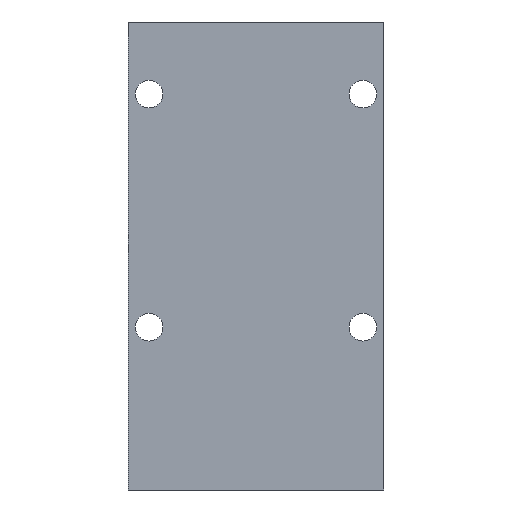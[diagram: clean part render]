
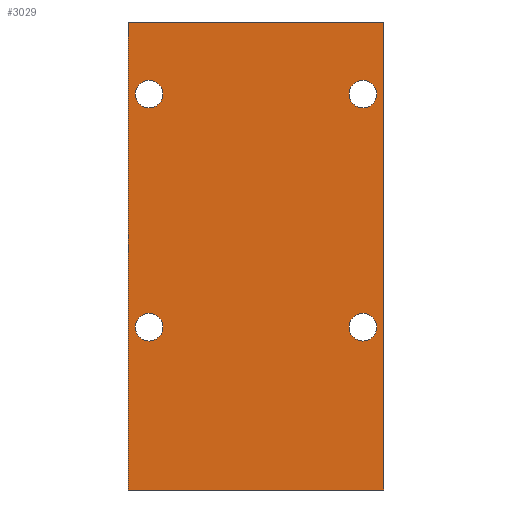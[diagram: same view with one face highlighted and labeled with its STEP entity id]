
A CAD part, front view. The second image highlights one B-rep face of the part: STEP entity #3029.
In plain terms, the highlighted planar face has unit normal (0, -1, 0).
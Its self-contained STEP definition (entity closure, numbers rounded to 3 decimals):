
#81 = CARTESIAN_POINT ( 'NONE',  ( 14.875, 3.175, -127.82 ) ) ;
#140 = PLANE ( 'NONE',  #3644 ) ;
#143 = CARTESIAN_POINT ( 'NONE',  ( -17.78, 3.175, 152.4 ) ) ;
#178 = CIRCLE ( 'NONE', #3943, 1.93 ) ;
#202 = CARTESIAN_POINT ( 'NONE',  ( -17.78, 3.175, -152.4 ) ) ;
#261 = ORIENTED_EDGE ( 'NONE', *, *, #2513, .T. ) ;
#273 = FACE_BOUND ( 'NONE', #1431, .T. ) ;
#315 = EDGE_LOOP ( 'NONE', ( #667, #409 ) ) ;
#321 = DIRECTION ( 'NONE',  ( 0., -1., 0. ) ) ;
#394 = EDGE_LOOP ( 'NONE', ( #1419, #2310 ) ) ;
#400 = CARTESIAN_POINT ( 'NONE',  ( 14.875, 3.175, -99.25 ) ) ;
#409 = ORIENTED_EDGE ( 'NONE', *, *, #3082, .F. ) ;
#455 = CIRCLE ( 'NONE', #3050, 1.93 ) ;
#483 = CARTESIAN_POINT ( 'NONE',  ( 17.78, 3.175, -152.4 ) ) ;
#514 = VERTEX_POINT ( 'NONE', #4348 ) ;
#527 = DIRECTION ( 'NONE',  ( 0., 0., 1. ) ) ;
#624 = EDGE_CURVE ( 'NONE', #724, #3473, #178, .T. ) ;
#629 = AXIS2_PLACEMENT_3D ( 'NONE', #1729, #3927, #3875 ) ;
#667 = ORIENTED_EDGE ( 'NONE', *, *, #3343, .F. ) ;
#724 = VERTEX_POINT ( 'NONE', #4679 ) ;
#781 = AXIS2_PLACEMENT_3D ( 'NONE', #4649, #4642, #4634 ) ;
#864 = VECTOR ( 'NONE', #1749, 1000. ) ;
#894 = CARTESIAN_POINT ( 'NONE',  ( 17.78, 3.175, -152.4 ) ) ;
#948 = DIRECTION ( 'NONE',  ( 0., -1., 0. ) ) ;
#1052 = DIRECTION ( 'NONE',  ( 0., -1., 0. ) ) ;
#1067 = CARTESIAN_POINT ( 'NONE',  ( 14.875, 3.175, -129.75 ) ) ;
#1098 = EDGE_CURVE ( 'NONE', #3473, #724, #3964, .T. ) ;
#1240 = EDGE_CURVE ( 'NONE', #4437, #1941, #2533, .T. ) ;
#1298 = EDGE_CURVE ( 'NONE', #3694, #4096, #1392, .T. ) ;
#1392 = LINE ( 'NONE', #3323, #2179 ) ;
#1419 = ORIENTED_EDGE ( 'NONE', *, *, #3816, .F. ) ;
#1431 = EDGE_LOOP ( 'NONE', ( #1826, #4381 ) ) ;
#1458 = DIRECTION ( 'NONE',  ( 0., 0., -1. ) ) ;
#1498 = EDGE_CURVE ( 'NONE', #514, #2519, #3346, .T. ) ;
#1529 = CARTESIAN_POINT ( 'NONE',  ( -14.875, 3.175, -99.25 ) ) ;
#1574 = DIRECTION ( 'NONE',  ( 0., 0., -1. ) ) ;
#1594 = ORIENTED_EDGE ( 'NONE', *, *, #624, .F. ) ;
#1603 = CARTESIAN_POINT ( 'NONE',  ( 14.875, 3.175, -97.32 ) ) ;
#1662 = DIRECTION ( 'NONE',  ( 0., -1., 0. ) ) ;
#1723 = ORIENTED_EDGE ( 'NONE', *, *, #1298, .F. ) ;
#1729 = CARTESIAN_POINT ( 'NONE',  ( -14.875, 3.175, -129.75 ) ) ;
#1732 = DIRECTION ( 'NONE',  ( 0., -1., 0. ) ) ;
#1749 = DIRECTION ( 'NONE',  ( 1., 0., 0. ) ) ;
#1826 = ORIENTED_EDGE ( 'NONE', *, *, #1498, .F. ) ;
#1893 = EDGE_LOOP ( 'NONE', ( #2692, #1594 ) ) ;
#1904 = LINE ( 'NONE', #4670, #864 ) ;
#1941 = VERTEX_POINT ( 'NONE', #2500 ) ;
#1959 = CARTESIAN_POINT ( 'NONE',  ( 14.875, 3.175, -97.32 ) ) ;
#1973 = CIRCLE ( 'NONE', #4365, 1.93 ) ;
#2106 = LINE ( 'NONE', #143, #4063 ) ;
#2130 = VERTEX_POINT ( 'NONE', #1529 ) ;
#2132 = DIRECTION ( 'NONE',  ( 0., 0., -1. ) ) ;
#2179 = VECTOR ( 'NONE', #3401, 1000. ) ;
#2310 = ORIENTED_EDGE ( 'NONE', *, *, #1240, .F. ) ;
#2333 = FACE_BOUND ( 'NONE', #394, .T. ) ;
#2357 = ORIENTED_EDGE ( 'NONE', *, *, #2572, .T. ) ;
#2374 = AXIS2_PLACEMENT_3D ( 'NONE', #3333, #1052, #3697 ) ;
#2462 = CARTESIAN_POINT ( 'NONE',  ( 17.78, 3.175, -87.291 ) ) ;
#2500 = CARTESIAN_POINT ( 'NONE',  ( -14.875, 3.175, -131.68 ) ) ;
#2513 = EDGE_CURVE ( 'NONE', #3757, #4096, #3562, .T. ) ;
#2519 = VERTEX_POINT ( 'NONE', #81 ) ;
#2533 = CIRCLE ( 'NONE', #629, 1.93 ) ;
#2537 = AXIS2_PLACEMENT_3D ( 'NONE', #1603, #1662, #1574 ) ;
#2572 = EDGE_CURVE ( 'NONE', #3533, #3757, #2106, .T. ) ;
#2625 = CARTESIAN_POINT ( 'NONE',  ( -14.875, 3.175, -97.32 ) ) ;
#2692 = ORIENTED_EDGE ( 'NONE', *, *, #1098, .F. ) ;
#2823 = DIRECTION ( 'NONE',  ( 0., 1., 0. ) ) ;
#2826 = DIRECTION ( 'NONE',  ( 0., 0., -1. ) ) ;
#2998 = DIRECTION ( 'NONE',  ( 0., 0., -1. ) ) ;
#3024 = CIRCLE ( 'NONE', #3551, 1.93 ) ;
#3029 = ADVANCED_FACE ( 'NONE', ( #273, #2333, #4289, #4169, #3215 ), #140, .F. ) ;
#3050 = AXIS2_PLACEMENT_3D ( 'NONE', #1067, #3707, #1458 ) ;
#3082 = EDGE_CURVE ( 'NONE', #3965, #2130, #1973, .T. ) ;
#3131 = CARTESIAN_POINT ( 'NONE',  ( -17.78, 3.175, -87.291 ) ) ;
#3156 = DIRECTION ( 'NONE',  ( 1., 0., 0. ) ) ;
#3215 = FACE_OUTER_BOUND ( 'NONE', #3716, .T. ) ;
#3245 = CARTESIAN_POINT ( 'NONE',  ( -14.875, 3.175, -97.32 ) ) ;
#3285 = EDGE_CURVE ( 'NONE', #2519, #514, #455, .T. ) ;
#3323 = CARTESIAN_POINT ( 'NONE',  ( 17.78, 3.175, 152.4 ) ) ;
#3333 = CARTESIAN_POINT ( 'NONE',  ( -14.875, 3.175, -129.75 ) ) ;
#3334 = VECTOR ( 'NONE', #3156, 1000. ) ;
#3343 = EDGE_CURVE ( 'NONE', #2130, #3965, #3024, .T. ) ;
#3346 = CIRCLE ( 'NONE', #781, 1.93 ) ;
#3391 = CARTESIAN_POINT ( 'NONE',  ( -14.875, 3.175, -127.82 ) ) ;
#3401 = DIRECTION ( 'NONE',  ( 0., 0., -1. ) ) ;
#3446 = CIRCLE ( 'NONE', #2374, 1.93 ) ;
#3473 = VERTEX_POINT ( 'NONE', #400 ) ;
#3533 = VERTEX_POINT ( 'NONE', #3131 ) ;
#3551 = AXIS2_PLACEMENT_3D ( 'NONE', #2625, #321, #2998 ) ;
#3562 = LINE ( 'NONE', #483, #3334 ) ;
#3606 = DIRECTION ( 'NONE',  ( 0., 0., -1. ) ) ;
#3644 = AXIS2_PLACEMENT_3D ( 'NONE', #3912, #2823, #527 ) ;
#3694 = VERTEX_POINT ( 'NONE', #2462 ) ;
#3697 = DIRECTION ( 'NONE',  ( 0., 0., -1. ) ) ;
#3707 = DIRECTION ( 'NONE',  ( 0., -1., 0. ) ) ;
#3716 = EDGE_LOOP ( 'NONE', ( #1723, #4783, #2357, #261 ) ) ;
#3751 = EDGE_CURVE ( 'NONE', #3533, #3694, #1904, .T. ) ;
#3757 = VERTEX_POINT ( 'NONE', #202 ) ;
#3816 = EDGE_CURVE ( 'NONE', #1941, #4437, #3446, .T. ) ;
#3828 = CARTESIAN_POINT ( 'NONE',  ( -14.875, 3.175, -95.39 ) ) ;
#3875 = DIRECTION ( 'NONE',  ( 0., 0., -1. ) ) ;
#3912 = CARTESIAN_POINT ( 'NONE',  ( 17.78, 3.175, 152.4 ) ) ;
#3927 = DIRECTION ( 'NONE',  ( 0., -1., 0. ) ) ;
#3943 = AXIS2_PLACEMENT_3D ( 'NONE', #1959, #1732, #2132 ) ;
#3964 = CIRCLE ( 'NONE', #2537, 1.93 ) ;
#3965 = VERTEX_POINT ( 'NONE', #3828 ) ;
#4063 = VECTOR ( 'NONE', #2826, 1000. ) ;
#4096 = VERTEX_POINT ( 'NONE', #894 ) ;
#4169 = FACE_BOUND ( 'NONE', #315, .T. ) ;
#4289 = FACE_BOUND ( 'NONE', #1893, .T. ) ;
#4348 = CARTESIAN_POINT ( 'NONE',  ( 14.875, 3.175, -131.68 ) ) ;
#4365 = AXIS2_PLACEMENT_3D ( 'NONE', #3245, #948, #3606 ) ;
#4381 = ORIENTED_EDGE ( 'NONE', *, *, #3285, .F. ) ;
#4437 = VERTEX_POINT ( 'NONE', #3391 ) ;
#4634 = DIRECTION ( 'NONE',  ( 0., 0., -1. ) ) ;
#4642 = DIRECTION ( 'NONE',  ( 0., -1., 0. ) ) ;
#4649 = CARTESIAN_POINT ( 'NONE',  ( 14.875, 3.175, -129.75 ) ) ;
#4670 = CARTESIAN_POINT ( 'NONE',  ( -17.78, 3.175, -87.291 ) ) ;
#4679 = CARTESIAN_POINT ( 'NONE',  ( 14.875, 3.175, -95.39 ) ) ;
#4783 = ORIENTED_EDGE ( 'NONE', *, *, #3751, .F. ) ;
